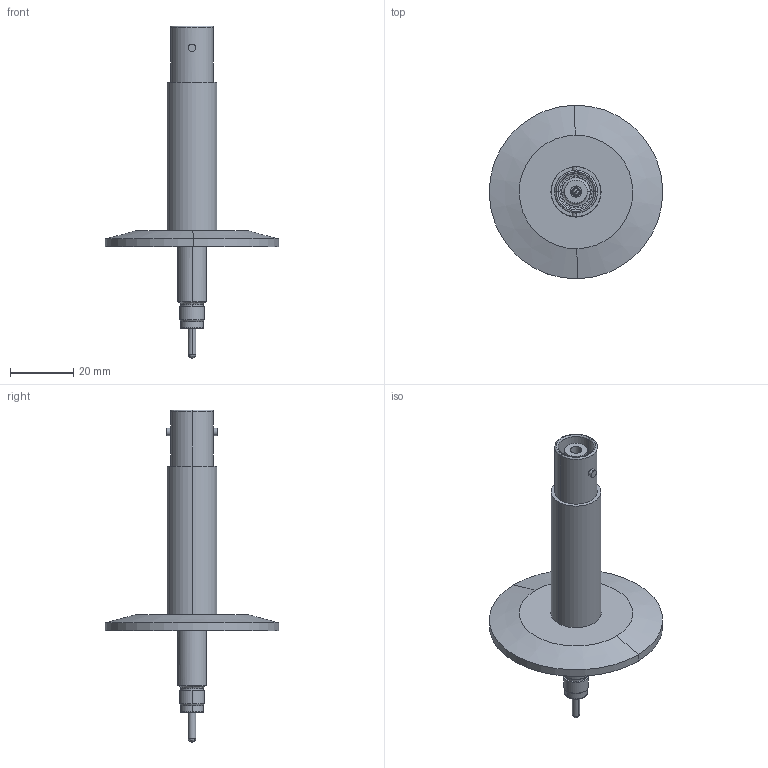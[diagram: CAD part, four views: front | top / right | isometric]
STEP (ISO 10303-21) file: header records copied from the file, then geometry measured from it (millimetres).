
FILE_DESCRIPTION (( 'STEP AP203' ), '1' );
FILE_NAME ('A2094-2-QF.STEP', '2011-10-21T17:30:03', ( '' ), ( '' ), 'SwSTEP 2.0', 'SolidWorks 2011', '' );
FILE_SCHEMA (( 'CONFIG_CONTROL_DESIGN' ));
Length unit declared in the file: inch
Products named in the file (1): A2094-2-QF
Bounding box: 54.86 x 54.86 x 104.95 mm (x, y, z)
Volume: 18009.2 mm3; surface area: 16345.5 mm2
Topology: 1 solids, 1 shells, 105 faces, 228 edges, 148 vertices
Faces by surface type: cylinder 52, plane 25, bspline 18, cone 10
Entity records: 3653 total; most frequent: CARTESIAN_POINT 1238, DIRECTION 534, ORIENTED_EDGE 456, AXIS2_PLACEMENT_3D 236, EDGE_CURVE 228, CIRCLE 148, VERTEX_POINT 148, EDGE_LOOP 128
